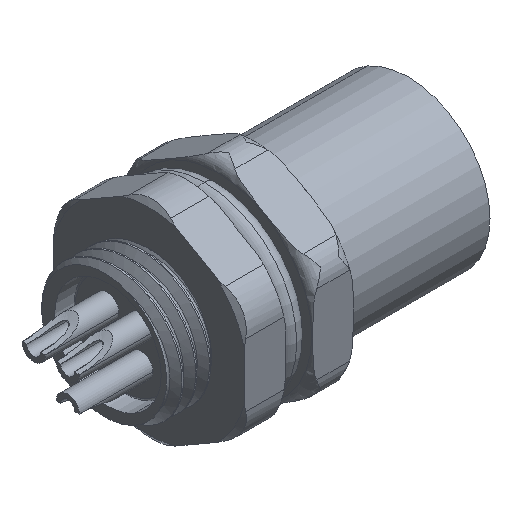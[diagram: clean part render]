
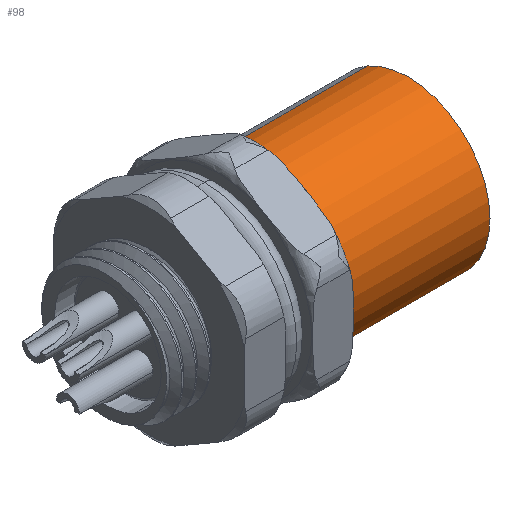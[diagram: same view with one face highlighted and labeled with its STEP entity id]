
A CAD part, isometric view. The second image highlights one B-rep face of the part: STEP entity #98.
In plain terms, the highlighted cylindrical face has radius 3 mm (diameter 6 mm), a partial arc.
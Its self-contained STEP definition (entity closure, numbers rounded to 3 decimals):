
#98 = ADVANCED_FACE ( 'NONE', ( #8241 ), #1054, .T. ) ;
#235 = CARTESIAN_POINT ( 'NONE',  ( 7., 0., 0. ) ) ;
#345 = CARTESIAN_POINT ( 'NONE',  ( 1.5, 0., 0. ) ) ;
#527 = AXIS2_PLACEMENT_3D ( 'NONE', #345, #3719, #2127 ) ;
#649 = ORIENTED_EDGE ( 'NONE', *, *, #8512, .F. ) ;
#1054 = CYLINDRICAL_SURFACE ( 'NONE', #2723, 3. ) ;
#1355 = ORIENTED_EDGE ( 'NONE', *, *, #9004, .F. ) ;
#1616 = CARTESIAN_POINT ( 'NONE',  ( 7., 0., -3. ) ) ;
#1855 = VECTOR ( 'NONE', #6434, 1000. ) ;
#2042 = VECTOR ( 'NONE', #4207, 1000. ) ;
#2127 = DIRECTION ( 'NONE',  ( 0., 0., 1. ) ) ;
#2321 = CARTESIAN_POINT ( 'NONE',  ( 1.5, 0., 3. ) ) ;
#2723 = AXIS2_PLACEMENT_3D ( 'NONE', #235, #10273, #2834 ) ;
#2815 = CARTESIAN_POINT ( 'NONE',  ( 7., 0., 3. ) ) ;
#2834 = DIRECTION ( 'NONE',  ( 0., 0., 1. ) ) ;
#3286 = ORIENTED_EDGE ( 'NONE', *, *, #8511, .F. ) ;
#3719 = DIRECTION ( 'NONE',  ( -1., 0., 0. ) ) ;
#4207 = DIRECTION ( 'NONE',  ( -1., 0., 0. ) ) ;
#4900 = DIRECTION ( 'NONE',  ( 1., 0., 0. ) ) ;
#4935 = VERTEX_POINT ( 'NONE', #1616 ) ;
#5335 = VERTEX_POINT ( 'NONE', #8300 ) ;
#5363 = VERTEX_POINT ( 'NONE', #11214 ) ;
#5771 = LINE ( 'NONE', #2815, #1855 ) ;
#6434 = DIRECTION ( 'NONE',  ( -1., 0., 0. ) ) ;
#7215 = ORIENTED_EDGE ( 'NONE', *, *, #9068, .T. ) ;
#7753 = CIRCLE ( 'NONE', #9274, 3. ) ;
#7825 = EDGE_LOOP ( 'NONE', ( #1355, #3286, #7215, #649 ) ) ;
#8241 = FACE_OUTER_BOUND ( 'NONE', #7825, .T. ) ;
#8300 = CARTESIAN_POINT ( 'NONE',  ( 7., 0., 3. ) ) ;
#8511 = EDGE_CURVE ( 'NONE', #5335, #4935, #7753, .T. ) ;
#8512 = EDGE_CURVE ( 'NONE', #5363, #9367, #8875, .T. ) ;
#8875 = CIRCLE ( 'NONE', #527, 3. ) ;
#8926 = LINE ( 'NONE', #8984, #2042 ) ;
#8984 = CARTESIAN_POINT ( 'NONE',  ( 7., 0., -3. ) ) ;
#9004 = EDGE_CURVE ( 'NONE', #4935, #5363, #8926, .T. ) ;
#9068 = EDGE_CURVE ( 'NONE', #5335, #9367, #5771, .T. ) ;
#9274 = AXIS2_PLACEMENT_3D ( 'NONE', #10099, #4900, #10215 ) ;
#9367 = VERTEX_POINT ( 'NONE', #2321 ) ;
#10099 = CARTESIAN_POINT ( 'NONE',  ( 7., 0., 0. ) ) ;
#10215 = DIRECTION ( 'NONE',  ( 0., 0., -1. ) ) ;
#10273 = DIRECTION ( 'NONE',  ( -1., 0., 0. ) ) ;
#11214 = CARTESIAN_POINT ( 'NONE',  ( 1.5, 0., -3. ) ) ;
